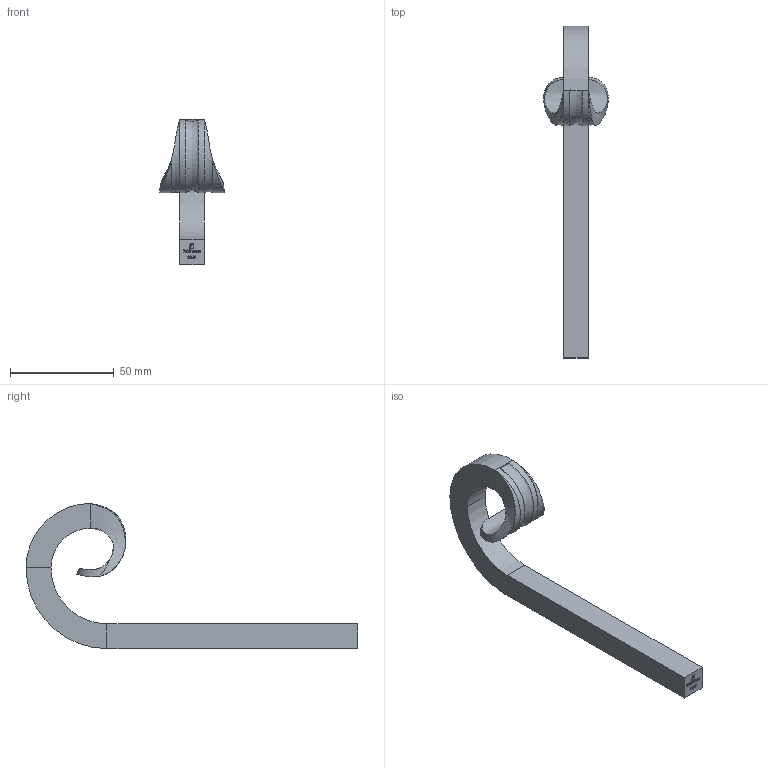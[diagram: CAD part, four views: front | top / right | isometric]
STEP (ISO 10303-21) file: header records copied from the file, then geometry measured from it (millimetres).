
FILE_DESCRIPTION (( 'STEP AP203' ), '1' );
FILE_NAME ('3069.STEP', '2023-07-11T08:15:16', ( '' ), ( '' ), 'SwSTEP 2.0', 'SolidWorks 2018', '' );
FILE_SCHEMA (( 'CONFIG_CONTROL_DESIGN' ));
Length unit declared in the file: millimetre
Products named in the file (1): 3069
Bounding box: 31.23 x 160 x 70 mm (x, y, z)
Volume: 36228.5 mm3; surface area: 13234.5 mm2
Topology: 1 solids, 1 shells, 240 faces, 641 edges, 422 vertices
Faces by surface type: bspline 121, plane 115, cylinder 4
Entity records: 13428 total; most frequent: CARTESIAN_POINT 8211, ORIENTED_EDGE 1282, DIRECTION 645, EDGE_CURVE 641, VERTEX_POINT 422, LINE 389, VECTOR 389, EDGE_LOOP 259
